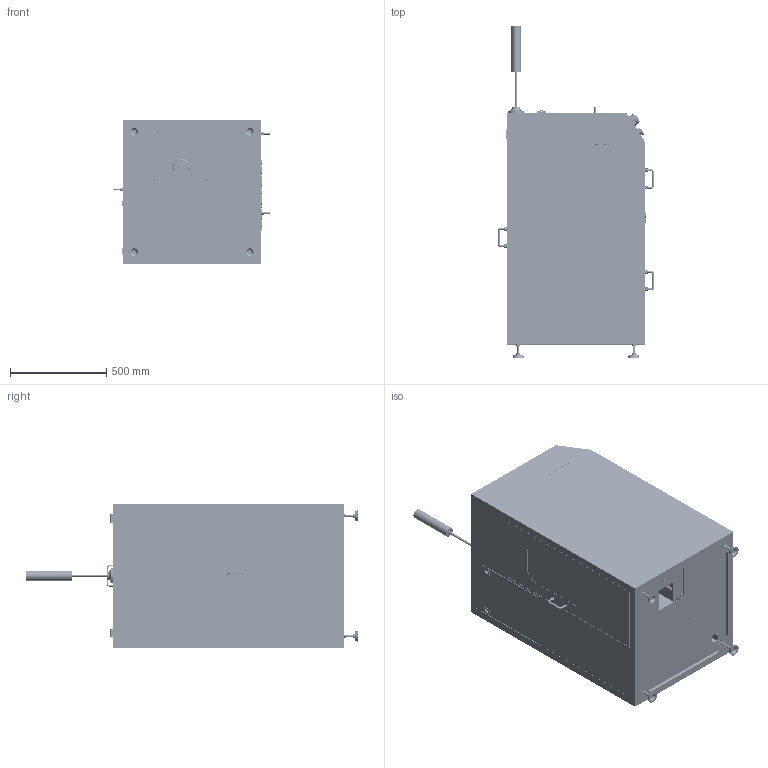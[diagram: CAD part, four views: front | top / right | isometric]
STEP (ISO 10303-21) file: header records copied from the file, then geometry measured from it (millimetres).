
FILE_DESCRIPTION (( 'STEP AP214' ), '1' );
FILE_NAME ('SLVC200 Vacuum 2 loader.STEP', '2020-04-14T06:32:41', ( '' ), ( '' ), 'SwSTEP 2.0', 'SolidWorks 2020', '' );
FILE_SCHEMA (( 'AUTOMOTIVE_DESIGN' ));
Length unit declared in the file: millimetre
Products named in the file (1): SLVC200 Vacuum 2 loader
Bounding box: 808 x 1720 x 750 mm (x, y, z)
Volume: 27937187.7 mm3; surface area: 18197674 mm2
Topology: 237 solids, 237 shells, 9750 faces, 25119 edges, 16237 vertices
Faces by surface type: plane 4816, cylinder 3698, cone 669, bspline 347, torus 220
Entity records: 432042 total; most frequent: CARTESIAN_POINT 79397, DIRECTION 50454, ORIENTED_EDGE 50018, EDGE_CURVE 25009, AXIS2_PLACEMENT_3D 17684, VERTEX_POINT 16237, LINE 15086, VECTOR 15086
